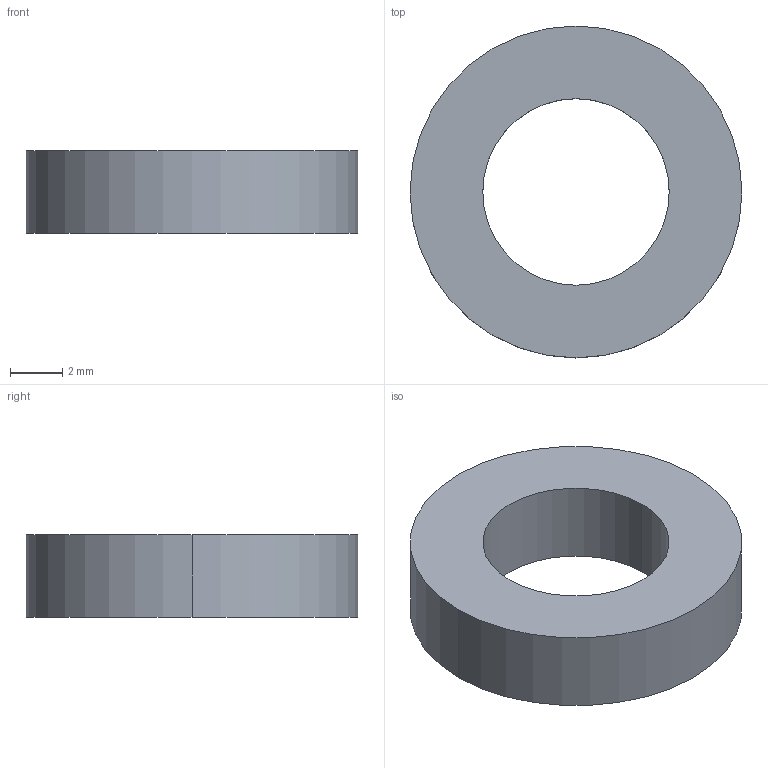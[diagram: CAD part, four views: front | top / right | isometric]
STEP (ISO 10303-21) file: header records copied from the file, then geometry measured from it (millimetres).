
FILE_DESCRIPTION (( 'STEP AP214' ), '1' );
FILE_NAME ('H125D-BE.step', '2012-04-20T20:58:41', ( '' ), ( '' ), 'SwSTEP 2.0', 'SolidWorks 2012', '' );
FILE_SCHEMA (( 'AUTOMOTIVE_DESIGN' ));
Length unit declared in the file: inch
Products named in the file (1): H125D-BE
Bounding box: 12.7 x 12.7 x 3.17 mm (x, y, z)
Volume: 275.2 mm3; surface area: 371.2 mm2
Topology: 1 solids, 1 shells, 6 faces, 12 edges, 8 vertices
Faces by surface type: cylinder 4, plane 2
Entity records: 286 total; most frequent: DIRECTION 34, CARTESIAN_POINT 27, ORIENTED_EDGE 24, AXIS2_PLACEMENT_3D 15, EDGE_CURVE 12, LENGTH_MEASURE_WITH_UNIT 9, UNCERTAINTY_MEASURE_WITH_UNIT 9, DIMENSIONAL_EXPONENTS 9
